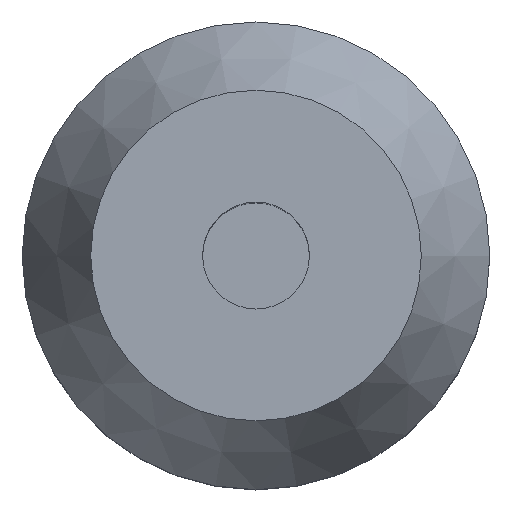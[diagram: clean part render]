
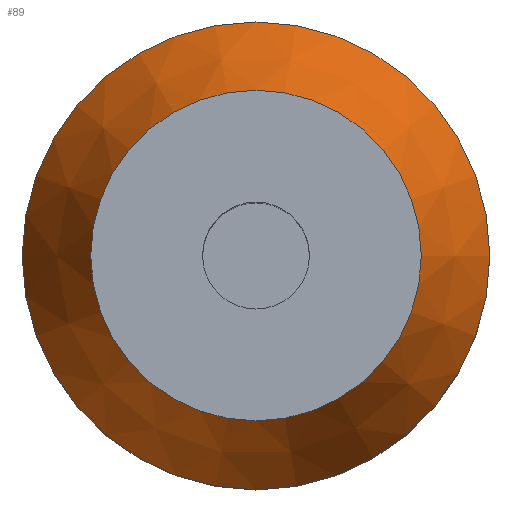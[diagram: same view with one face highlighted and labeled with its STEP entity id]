
A CAD part, top view. The second image highlights one B-rep face of the part: STEP entity #89.
In plain terms, the highlighted conical face has half-angle 25 degrees and reference radius 17.5 mm.
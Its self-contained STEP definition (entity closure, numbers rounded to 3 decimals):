
#87=CONICAL_SURFACE('',#260,17.5,25.);
#89=ADVANCED_FACE('',(#112,#113),#87,.T.);
#112=FACE_BOUND('',#126,.T.);
#113=FACE_BOUND('',#127,.T.);
#126=EDGE_LOOP('',(#150));
#127=EDGE_LOOP('',(#151));
#150=ORIENTED_EDGE('',*,*,#221,.T.);
#151=ORIENTED_EDGE('',*,*,#223,.F.);
#202=VERTEX_POINT('',#312);
#204=VERTEX_POINT('',#317);
#221=EDGE_CURVE('',#202,#202,#248,.T.);
#223=EDGE_CURVE('',#204,#204,#250,.T.);
#248=CIRCLE('',#256,12.371);
#250=CIRCLE('',#259,17.5);
#256=AXIS2_PLACEMENT_3D('',#311,#274,#275);
#259=AXIS2_PLACEMENT_3D('',#316,#280,#281);
#260=AXIS2_PLACEMENT_3D('',#318,#282,#283);
#274=DIRECTION('',(0.,0.,-1.));
#275=DIRECTION('',(1.,0.,0.));
#280=DIRECTION('',(0.,0.,-1.));
#281=DIRECTION('',(1.,0.,0.));
#282=DIRECTION('',(0.,0.,-1.));
#283=DIRECTION('',(-1.,0.,0.));
#311=CARTESIAN_POINT('',(0.,0.,33.));
#312=CARTESIAN_POINT('',(12.371,0.,33.));
#316=CARTESIAN_POINT('',(0.,0.,22.));
#317=CARTESIAN_POINT('',(17.5,0.,22.));
#318=CARTESIAN_POINT('',(0.,0.,22.));
